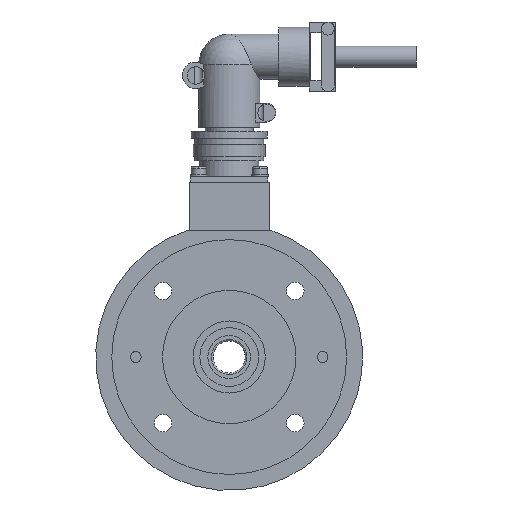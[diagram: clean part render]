
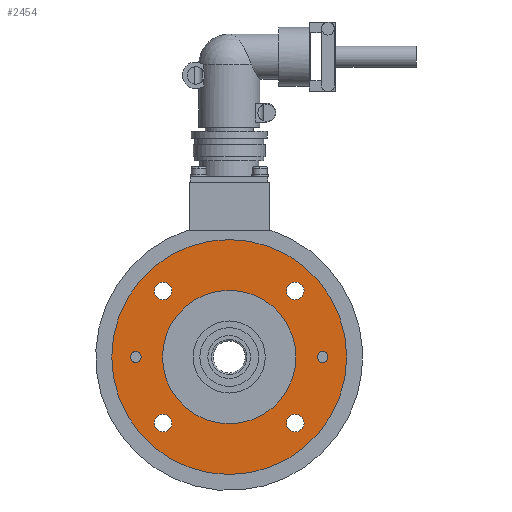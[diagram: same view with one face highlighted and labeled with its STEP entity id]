
A CAD part, left-side view. The second image highlights one B-rep face of the part: STEP entity #2454.
In plain terms, the highlighted face is planar.
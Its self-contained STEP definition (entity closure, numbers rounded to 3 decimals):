
#1810=CARTESIAN_POINT('',(1.425,25.0,0.0));
#1811=VERTEX_POINT('',#1810);
#1827=CARTESIAN_POINT('',(1.425,-25.0,0.));
#1828=VERTEX_POINT('',#1827);
#1835=CARTESIAN_POINT('',(1.425,0.0,0.0));
#1836=DIRECTION('',(1.0,0.0,0.0));
#1837=DIRECTION('',(0.0,1.0,0.0));
#1838=AXIS2_PLACEMENT_3D('',#1835,#1836,#1837);
#1839=CIRCLE('',#1838,25.0);
#1840=EDGE_CURVE('',#1828,#1811,#1839,.T.);
#1850=CARTESIAN_POINT('',(1.425,44.0,0.0));
#1851=VERTEX_POINT('',#1850);
#1860=CARTESIAN_POINT('',(1.425,-44.0,0.));
#1861=VERTEX_POINT('',#1860);
#1862=CARTESIAN_POINT('',(1.425,0.0,0.0));
#1863=DIRECTION('',(1.0,0.0,0.0));
#1864=DIRECTION('',(0.0,1.0,0.0));
#1865=AXIS2_PLACEMENT_3D('',#1862,#1863,#1864);
#1866=CIRCLE('',#1865,44.0);
#1867=EDGE_CURVE('',#1861,#1851,#1866,.T.);
#1936=CARTESIAN_POINT('',(1.425,24.749,-21.449));
#1937=VERTEX_POINT('',#1936);
#1953=CARTESIAN_POINT('',(1.425,24.749,-28.049));
#1954=VERTEX_POINT('',#1953);
#1961=CARTESIAN_POINT('',(1.425,24.749,-24.749));
#1962=DIRECTION('',(-1.0,0.0,0.0));
#1963=DIRECTION('',(0.0,0.0,1.0));
#1964=AXIS2_PLACEMENT_3D('',#1961,#1962,#1963);
#1965=CIRCLE('',#1964,3.3);
#1966=EDGE_CURVE('',#1937,#1954,#1965,.T.);
#1978=CARTESIAN_POINT('',(1.425,-21.449,-24.749));
#1979=VERTEX_POINT('',#1978);
#1995=CARTESIAN_POINT('',(1.425,-28.049,-24.749));
#1996=VERTEX_POINT('',#1995);
#2003=CARTESIAN_POINT('',(1.425,-24.749,-24.749));
#2004=DIRECTION('',(-1.0,0.0,0.0));
#2005=DIRECTION('',(0.0,1.0,0.0));
#2006=AXIS2_PLACEMENT_3D('',#2003,#2004,#2005);
#2007=CIRCLE('',#2006,3.3);
#2008=EDGE_CURVE('',#1979,#1996,#2007,.T.);
#2020=CARTESIAN_POINT('',(1.425,-24.749,21.449));
#2021=VERTEX_POINT('',#2020);
#2037=CARTESIAN_POINT('',(1.425,-24.749,28.049));
#2038=VERTEX_POINT('',#2037);
#2045=CARTESIAN_POINT('',(1.425,-24.749,24.749));
#2046=DIRECTION('',(-1.0,0.0,0.0));
#2047=DIRECTION('',(0.0,0.0,-1.0));
#2048=AXIS2_PLACEMENT_3D('',#2045,#2046,#2047);
#2049=CIRCLE('',#2048,3.3);
#2050=EDGE_CURVE('',#2021,#2038,#2049,.T.);
#2062=CARTESIAN_POINT('',(1.425,21.449,24.749));
#2063=VERTEX_POINT('',#2062);
#2079=CARTESIAN_POINT('',(1.425,28.049,24.749));
#2080=VERTEX_POINT('',#2079);
#2087=CARTESIAN_POINT('',(1.425,24.749,24.749));
#2088=DIRECTION('',(-1.0,0.0,0.0));
#2089=DIRECTION('',(0.0,-1.0,0.0));
#2090=AXIS2_PLACEMENT_3D('',#2087,#2088,#2089);
#2091=CIRCLE('',#2090,3.3);
#2092=EDGE_CURVE('',#2063,#2080,#2091,.T.);
#2104=CARTESIAN_POINT('',(1.425,35.0,2.));
#2105=VERTEX_POINT('',#2104);
#2121=CARTESIAN_POINT('',(1.425,35.0,-2.));
#2122=VERTEX_POINT('',#2121);
#2129=CARTESIAN_POINT('',(1.425,35.0,0.));
#2130=DIRECTION('',(-1.0,0.0,0.0));
#2131=DIRECTION('',(0.0,0.0,1.0));
#2132=AXIS2_PLACEMENT_3D('',#2129,#2130,#2131);
#2133=CIRCLE('',#2132,2.0);
#2134=EDGE_CURVE('',#2105,#2122,#2133,.T.);
#2146=CARTESIAN_POINT('',(1.425,-35.0,-2.));
#2147=VERTEX_POINT('',#2146);
#2163=CARTESIAN_POINT('',(1.425,-35.0,2.));
#2164=VERTEX_POINT('',#2163);
#2171=CARTESIAN_POINT('',(1.425,-35.0,0.));
#2172=DIRECTION('',(-1.0,0.0,0.0));
#2173=DIRECTION('',(0.0,0.0,-1.0));
#2174=AXIS2_PLACEMENT_3D('',#2171,#2172,#2173);
#2175=CIRCLE('',#2174,2.0);
#2176=EDGE_CURVE('',#2147,#2164,#2175,.T.);
#2187=CARTESIAN_POINT('',(1.425,-35.0,0.));
#2188=DIRECTION('',(-1.0,0.0,0.0));
#2189=DIRECTION('',(0.0,0.0,-1.0));
#2190=AXIS2_PLACEMENT_3D('',#2187,#2188,#2189);
#2191=CIRCLE('',#2190,2.0);
#2192=EDGE_CURVE('',#2164,#2147,#2191,.T.);
#2211=CARTESIAN_POINT('',(1.425,35.0,0.));
#2212=DIRECTION('',(-1.0,0.0,0.0));
#2213=DIRECTION('',(0.0,0.0,1.0));
#2214=AXIS2_PLACEMENT_3D('',#2211,#2212,#2213);
#2215=CIRCLE('',#2214,2.0);
#2216=EDGE_CURVE('',#2122,#2105,#2215,.T.);
#2235=CARTESIAN_POINT('',(1.425,24.749,24.749));
#2236=DIRECTION('',(-1.0,0.0,0.0));
#2237=DIRECTION('',(0.0,-1.0,0.0));
#2238=AXIS2_PLACEMENT_3D('',#2235,#2236,#2237);
#2239=CIRCLE('',#2238,3.3);
#2240=EDGE_CURVE('',#2080,#2063,#2239,.T.);
#2259=CARTESIAN_POINT('',(1.425,-24.749,24.749));
#2260=DIRECTION('',(-1.0,0.0,0.0));
#2261=DIRECTION('',(0.0,0.0,-1.0));
#2262=AXIS2_PLACEMENT_3D('',#2259,#2260,#2261);
#2263=CIRCLE('',#2262,3.3);
#2264=EDGE_CURVE('',#2038,#2021,#2263,.T.);
#2283=CARTESIAN_POINT('',(1.425,-24.749,-24.749));
#2284=DIRECTION('',(-1.0,0.0,0.0));
#2285=DIRECTION('',(0.0,1.0,0.0));
#2286=AXIS2_PLACEMENT_3D('',#2283,#2284,#2285);
#2287=CIRCLE('',#2286,3.3);
#2288=EDGE_CURVE('',#1996,#1979,#2287,.T.);
#2307=CARTESIAN_POINT('',(1.425,24.749,-24.749));
#2308=DIRECTION('',(-1.0,0.0,0.0));
#2309=DIRECTION('',(0.0,0.0,1.0));
#2310=AXIS2_PLACEMENT_3D('',#2307,#2308,#2309);
#2311=CIRCLE('',#2310,3.3);
#2312=EDGE_CURVE('',#1954,#1937,#2311,.T.);
#2401=CARTESIAN_POINT('',(1.425,0.0,0.0));
#2402=DIRECTION('',(1.0,0.0,0.0));
#2403=DIRECTION('',(0.0,1.0,0.0));
#2404=AXIS2_PLACEMENT_3D('',#2401,#2402,#2403);
#2405=CIRCLE('',#2404,44.0);
#2406=EDGE_CURVE('',#1851,#1861,#2405,.T.);
#2411=CARTESIAN_POINT('',(1.425,34.5,0.0));
#2412=DIRECTION('',(1.0,0.0,0.0));
#2413=DIRECTION('',(0.0,0.0,-1.0));
#2414=AXIS2_PLACEMENT_3D('',#2411,#2412,#2413);
#2415=PLANE('',#2414);
#2416=ORIENTED_EDGE('',*,*,#2406,.T.);
#2417=ORIENTED_EDGE('',*,*,#1867,.T.);
#2418=EDGE_LOOP('',(#2416,#2417));
#2419=FACE_OUTER_BOUND('',#2418,.T.);
#2420=ORIENTED_EDGE('',*,*,#2192,.T.);
#2421=ORIENTED_EDGE('',*,*,#2176,.T.);
#2422=EDGE_LOOP('',(#2420,#2421));
#2423=FACE_BOUND('',#2422,.T.);
#2424=ORIENTED_EDGE('',*,*,#2216,.T.);
#2425=ORIENTED_EDGE('',*,*,#2134,.T.);
#2426=EDGE_LOOP('',(#2424,#2425));
#2427=FACE_BOUND('',#2426,.T.);
#2428=ORIENTED_EDGE('',*,*,#2240,.T.);
#2429=ORIENTED_EDGE('',*,*,#2092,.T.);
#2430=EDGE_LOOP('',(#2428,#2429));
#2431=FACE_BOUND('',#2430,.T.);
#2432=ORIENTED_EDGE('',*,*,#2264,.T.);
#2433=ORIENTED_EDGE('',*,*,#2050,.T.);
#2434=EDGE_LOOP('',(#2432,#2433));
#2435=FACE_BOUND('',#2434,.T.);
#2436=ORIENTED_EDGE('',*,*,#2288,.T.);
#2437=ORIENTED_EDGE('',*,*,#2008,.T.);
#2438=EDGE_LOOP('',(#2436,#2437));
#2439=FACE_BOUND('',#2438,.T.);
#2440=ORIENTED_EDGE('',*,*,#2312,.T.);
#2441=ORIENTED_EDGE('',*,*,#1966,.T.);
#2442=EDGE_LOOP('',(#2440,#2441));
#2443=FACE_BOUND('',#2442,.T.);
#2444=CARTESIAN_POINT('',(1.425,0.0,0.0));
#2445=DIRECTION('',(1.0,0.0,0.0));
#2446=DIRECTION('',(0.0,1.0,0.0));
#2447=AXIS2_PLACEMENT_3D('',#2444,#2445,#2446);
#2448=CIRCLE('',#2447,25.0);
#2449=EDGE_CURVE('',#1811,#1828,#2448,.T.);
#2450=ORIENTED_EDGE('',*,*,#2449,.F.);
#2451=ORIENTED_EDGE('',*,*,#1840,.F.);
#2452=EDGE_LOOP('',(#2450,#2451));
#2453=FACE_BOUND('',#2452,.T.);
#2454=ADVANCED_FACE('',(#2419,#2423,#2427,#2431,#2435,#2439,#2443,#2453),#2415,.T.);
